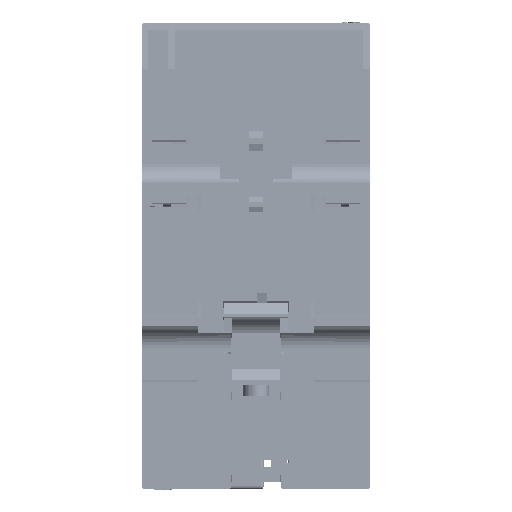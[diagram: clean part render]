
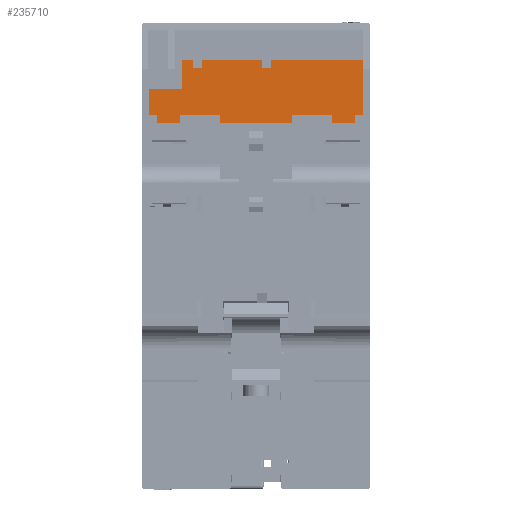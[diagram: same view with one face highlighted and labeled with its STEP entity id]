
A CAD part, front view. The second image highlights one B-rep face of the part: STEP entity #235710.
In plain terms, the highlighted planar face has unit normal (0, -1, 0).
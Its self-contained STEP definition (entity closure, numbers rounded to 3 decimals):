
#29873=DIRECTION('',(0.,0.,-1.));
#29874=VECTOR('',#29873,0.301);
#29875=CARTESIAN_POINT('',(-19.358,-32.576,
59.98));
#29876=LINE('',#29875,#29874);
#29877=DIRECTION('',(1.,0.,0.));
#29878=VECTOR('',#29877,2.608);
#29879=CARTESIAN_POINT('',(30.09,-32.576,
43.13));
#29880=LINE('',#29879,#29878);
#29881=DIRECTION('',(1.,0.,0.));
#29882=VECTOR('',#29881,12.036);
#29883=CARTESIAN_POINT('',(11.033,-32.576,
43.13));
#29884=LINE('',#29883,#29882);
#29885=DIRECTION('',(1.,0.,0.));
#29886=VECTOR('',#29885,12.036);
#29887=CARTESIAN_POINT('',(-23.069,-32.576,
43.13));
#29888=LINE('',#29887,#29886);
#29889=DIRECTION('',(1.,0.,0.));
#29890=VECTOR('',#29889,2.608);
#29891=CARTESIAN_POINT('',(-32.698,-32.576,
43.13));
#29892=LINE('',#29891,#29890);
#29897=DIRECTION('',(0.,0.,-1.));
#29898=VECTOR('',#29897,2.508);
#29899=CARTESIAN_POINT('',(30.09,-32.576,
43.13));
#29900=LINE('',#29899,#29898);
#30021=DIRECTION('',(0.,0.,-1.));
#30022=VECTOR('',#30021,16.85);
#30023=CARTESIAN_POINT('',(32.698,-32.576,
59.98));
#30024=LINE('',#30023,#30022);
#30117=DIRECTION('',(1.,0.,0.));
#30118=VECTOR('',#30117,10.03);
#30119=CARTESIAN_POINT('',(-32.698,-32.576,
50.953));
#30120=LINE('',#30119,#30118);
#30149=DIRECTION('',(0.,0.,1.));
#30150=VECTOR('',#30149,9.027);
#30151=CARTESIAN_POINT('',(-22.668,-32.576,
50.953));
#30152=LINE('',#30151,#30150);
#30165=DIRECTION('',(1.,0.,0.));
#30166=VECTOR('',#30165,3.31);
#30167=CARTESIAN_POINT('',(-22.668,-32.576,
59.98));
#30168=LINE('',#30167,#30166);
#30169=DIRECTION('',(1.,0.,0.));
#30170=VECTOR('',#30169,27.984);
#30171=CARTESIAN_POINT('',(4.714,-32.576,
59.98));
#30172=LINE('',#30171,#30170);
#30185=DIRECTION('',(1.,0.,0.));
#30186=VECTOR('',#30185,18.054);
#30187=CARTESIAN_POINT('',(-16.349,-32.576,
59.98));
#30188=LINE('',#30187,#30186);
#30197=DIRECTION('',(0.,0.,1.));
#30198=VECTOR('',#30197,2.608);
#30199=CARTESIAN_POINT('',(-16.349,-32.576,
57.373));
#30200=LINE('',#30199,#30198);
#30205=DIRECTION('',(1.,0.,0.));
#30206=VECTOR('',#30205,3.009);
#30207=CARTESIAN_POINT('',(-19.358,-32.576,
57.373));
#30208=LINE('',#30207,#30206);
#30213=DIRECTION('',(0.,0.,-1.));
#30214=VECTOR('',#30213,2.307);
#30215=CARTESIAN_POINT('',(-19.358,-32.576,
59.679));
#30216=LINE('',#30215,#30214);
#30221=DIRECTION('',(0.,0.,1.));
#30222=VECTOR('',#30221,0.301);
#30223=CARTESIAN_POINT('',(4.714,-32.576,
59.679));
#30224=LINE('',#30223,#30222);
#30237=DIRECTION('',(0.,0.,1.));
#30238=VECTOR('',#30237,2.307);
#30239=CARTESIAN_POINT('',(4.714,-32.576,
57.373));
#30240=LINE('',#30239,#30238);
#30245=DIRECTION('',(1.,0.,0.));
#30246=VECTOR('',#30245,3.009);
#30247=CARTESIAN_POINT('',(1.705,-32.576,
57.373));
#30248=LINE('',#30247,#30246);
#30273=DIRECTION('',(0.,0.,-1.));
#30274=VECTOR('',#30273,2.608);
#30275=CARTESIAN_POINT('',(1.705,-32.576,
59.98));
#30276=LINE('',#30275,#30274);
#30309=DIRECTION('',(0.,0.,1.));
#30310=VECTOR('',#30309,7.823);
#30311=CARTESIAN_POINT('',(-32.698,-32.576,
43.13));
#30312=LINE('',#30311,#30310);
#30317=DIRECTION('',(0.,0.,1.));
#30318=VECTOR('',#30317,2.508);
#30319=CARTESIAN_POINT('',(-30.09,-32.576,
40.622));
#30320=LINE('',#30319,#30318);
#30325=DIRECTION('',(-1.,0.,0.));
#30326=VECTOR('',#30325,7.021);
#30327=CARTESIAN_POINT('',(-23.069,-32.576,
40.622));
#30328=LINE('',#30327,#30326);
#30333=DIRECTION('',(0.,0.,-1.));
#30334=VECTOR('',#30333,2.508);
#30335=CARTESIAN_POINT('',(-23.069,-32.576,
43.13));
#30336=LINE('',#30335,#30334);
#30345=DIRECTION('',(0.,0.,1.));
#30346=VECTOR('',#30345,2.508);
#30347=CARTESIAN_POINT('',(-11.033,-32.576,
40.622));
#30348=LINE('',#30347,#30346);
#30353=DIRECTION('',(-1.,0.,0.));
#30354=VECTOR('',#30353,22.066);
#30355=CARTESIAN_POINT('',(11.033,-32.576,
40.622));
#30356=LINE('',#30355,#30354);
#30361=DIRECTION('',(0.,0.,-1.));
#30362=VECTOR('',#30361,2.508);
#30363=CARTESIAN_POINT('',(11.033,-32.576,
43.13));
#30364=LINE('',#30363,#30362);
#30373=DIRECTION('',(0.,0.,1.));
#30374=VECTOR('',#30373,2.508);
#30375=CARTESIAN_POINT('',(23.069,-32.576,
40.622));
#30376=LINE('',#30375,#30374);
#30381=DIRECTION('',(-1.,0.,0.));
#30382=VECTOR('',#30381,7.021);
#30383=CARTESIAN_POINT('',(30.09,-32.576,
40.622));
#30384=LINE('',#30383,#30382);
#151249=CARTESIAN_POINT('',(4.714,-32.576,
59.679));
#151250=CARTESIAN_POINT('',(4.714,-32.576,
59.98));
#151251=VERTEX_POINT('',#151249);
#151252=VERTEX_POINT('',#151250);
#151261=CARTESIAN_POINT('',(-19.358,-32.576,
59.679));
#151262=VERTEX_POINT('',#151261);
#151263=CARTESIAN_POINT('',(-19.358,-32.576,
59.98));
#151264=VERTEX_POINT('',#151263);
#170660=CARTESIAN_POINT('',(4.714,-32.576,
57.373));
#170661=VERTEX_POINT('',#170660);
#170662=CARTESIAN_POINT('',(1.705,-32.576,
57.373));
#170664=VERTEX_POINT('',#170662);
#170666=CARTESIAN_POINT('',(-19.358,-32.576,
57.373));
#170668=VERTEX_POINT('',#170666);
#170672=CARTESIAN_POINT('',(-16.349,-32.576,
57.373));
#170673=VERTEX_POINT('',#170672);
#170689=CARTESIAN_POINT('',(-16.349,-32.576,
59.98));
#170690=CARTESIAN_POINT('',(1.705,-32.576,
59.98));
#170691=VERTEX_POINT('',#170689);
#170692=VERTEX_POINT('',#170690);
#170699=CARTESIAN_POINT('',(32.698,-32.576,
59.98));
#170700=VERTEX_POINT('',#170699);
#170705=CARTESIAN_POINT('',(-22.668,-32.576,
59.98));
#170706=VERTEX_POINT('',#170705);
#172201=CARTESIAN_POINT('',(-22.668,-32.576,
50.953));
#172202=VERTEX_POINT('',#172201);
#172205=CARTESIAN_POINT('',(32.698,-32.576,
43.13));
#172206=VERTEX_POINT('',#172205);
#172207=CARTESIAN_POINT('',(30.09,-32.576,
43.13));
#172208=VERTEX_POINT('',#172207);
#172209=CARTESIAN_POINT('',(-32.698,-32.576,
50.953));
#172210=VERTEX_POINT('',#172209);
#172211=CARTESIAN_POINT('',(-32.698,-32.576,
43.13));
#172212=VERTEX_POINT('',#172211);
#172213=CARTESIAN_POINT('',(-30.09,-32.576,
43.13));
#172214=VERTEX_POINT('',#172213);
#172215=CARTESIAN_POINT('',(-30.09,-32.576,
40.622));
#172216=VERTEX_POINT('',#172215);
#172217=CARTESIAN_POINT('',(-23.069,-32.576,
40.622));
#172218=VERTEX_POINT('',#172217);
#172219=CARTESIAN_POINT('',(-23.069,-32.576,
43.13));
#172220=VERTEX_POINT('',#172219);
#172221=CARTESIAN_POINT('',(-11.033,-32.576,
43.13));
#172222=VERTEX_POINT('',#172221);
#172223=CARTESIAN_POINT('',(-11.033,-32.576,
40.622));
#172224=VERTEX_POINT('',#172223);
#172225=CARTESIAN_POINT('',(11.033,-32.576,
40.622));
#172226=VERTEX_POINT('',#172225);
#172227=CARTESIAN_POINT('',(11.033,-32.576,
43.13));
#172228=VERTEX_POINT('',#172227);
#172229=CARTESIAN_POINT('',(23.069,-32.576,
43.13));
#172230=VERTEX_POINT('',#172229);
#172231=CARTESIAN_POINT('',(23.069,-32.576,
40.622));
#172232=VERTEX_POINT('',#172231);
#172233=CARTESIAN_POINT('',(30.09,-32.576,
40.622));
#172234=VERTEX_POINT('',#172233);
#235648=CARTESIAN_POINT('',(-34.905,-32.576,
-71.212));
#235649=DIRECTION('',(0.,-1.,0.));
#235650=DIRECTION('',(0.,0.,-1.));
#235651=AXIS2_PLACEMENT_3D('',#235648,#235649,#235650);
#235652=PLANE('',#235651);
#235654=ORIENTED_EDGE('',*,*,#235653,.F.);
#235656=ORIENTED_EDGE('',*,*,#235655,.T.);
#235658=ORIENTED_EDGE('',*,*,#235657,.T.);
#235660=ORIENTED_EDGE('',*,*,#235659,.T.);
#235662=ORIENTED_EDGE('',*,*,#235661,.F.);
#235664=ORIENTED_EDGE('',*,*,#235663,.T.);
#235666=ORIENTED_EDGE('',*,*,#235665,.T.);
#235668=ORIENTED_EDGE('',*,*,#235667,.T.);
#235670=ORIENTED_EDGE('',*,*,#235669,.F.);
#235672=ORIENTED_EDGE('',*,*,#235671,.T.);
#235674=ORIENTED_EDGE('',*,*,#235673,.T.);
#235676=ORIENTED_EDGE('',*,*,#235675,.T.);
#235678=ORIENTED_EDGE('',*,*,#235677,.F.);
#235680=ORIENTED_EDGE('',*,*,#235679,.T.);
#235682=ORIENTED_EDGE('',*,*,#235681,.T.);
#235684=ORIENTED_EDGE('',*,*,#235683,.T.);
#235686=ORIENTED_EDGE('',*,*,#235685,.T.);
#235687=ORIENTED_EDGE('',*,*,#235640,.T.);
#235689=ORIENTED_EDGE('',*,*,#235688,.T.);
#235691=ORIENTED_EDGE('',*,*,#235690,.T.);
#235693=ORIENTED_EDGE('',*,*,#235692,.T.);
#235695=ORIENTED_EDGE('',*,*,#235694,.T.);
#235697=ORIENTED_EDGE('',*,*,#235696,.T.);
#235699=ORIENTED_EDGE('',*,*,#235698,.T.);
#235701=ORIENTED_EDGE('',*,*,#235700,.T.);
#235703=ORIENTED_EDGE('',*,*,#235702,.T.);
#235705=ORIENTED_EDGE('',*,*,#235704,.T.);
#235707=ORIENTED_EDGE('',*,*,#235706,.T.);
#235708=EDGE_LOOP('',(#235654,#235656,#235658,#235660,#235662,#235664,#235666,
#235668,#235670,#235672,#235674,#235676,#235678,#235680,#235682,#235684,#235686,
#235687,#235689,#235691,#235693,#235695,#235697,#235699,#235701,#235703,#235705,
#235707));
#235709=FACE_OUTER_BOUND('',#235708,.F.);
#235710=ADVANCED_FACE('',(#235709),#235652,.T.);
#235640=EDGE_CURVE('',#151264,#151262,#29876,.T.);
#235653=EDGE_CURVE('',#172208,#172206,#29880,.T.);
#235655=EDGE_CURVE('',#172208,#172234,#29900,.T.);
#235657=EDGE_CURVE('',#172234,#172232,#30384,.T.);
#235659=EDGE_CURVE('',#172232,#172230,#30376,.T.);
#235661=EDGE_CURVE('',#172228,#172230,#29884,.T.);
#235663=EDGE_CURVE('',#172228,#172226,#30364,.T.);
#235665=EDGE_CURVE('',#172226,#172224,#30356,.T.);
#235667=EDGE_CURVE('',#172224,#172222,#30348,.T.);
#235669=EDGE_CURVE('',#172220,#172222,#29888,.T.);
#235671=EDGE_CURVE('',#172220,#172218,#30336,.T.);
#235673=EDGE_CURVE('',#172218,#172216,#30328,.T.);
#235675=EDGE_CURVE('',#172216,#172214,#30320,.T.);
#235677=EDGE_CURVE('',#172212,#172214,#29892,.T.);
#235679=EDGE_CURVE('',#172212,#172210,#30312,.T.);
#235681=EDGE_CURVE('',#172210,#172202,#30120,.T.);
#235683=EDGE_CURVE('',#172202,#170706,#30152,.T.);
#235685=EDGE_CURVE('',#170706,#151264,#30168,.T.);
#235688=EDGE_CURVE('',#151262,#170668,#30216,.T.);
#235690=EDGE_CURVE('',#170668,#170673,#30208,.T.);
#235692=EDGE_CURVE('',#170673,#170691,#30200,.T.);
#235694=EDGE_CURVE('',#170691,#170692,#30188,.T.);
#235696=EDGE_CURVE('',#170692,#170664,#30276,.T.);
#235698=EDGE_CURVE('',#170664,#170661,#30248,.T.);
#235700=EDGE_CURVE('',#170661,#151251,#30240,.T.);
#235702=EDGE_CURVE('',#151251,#151252,#30224,.T.);
#235704=EDGE_CURVE('',#151252,#170700,#30172,.T.);
#235706=EDGE_CURVE('',#170700,#172206,#30024,.T.);
